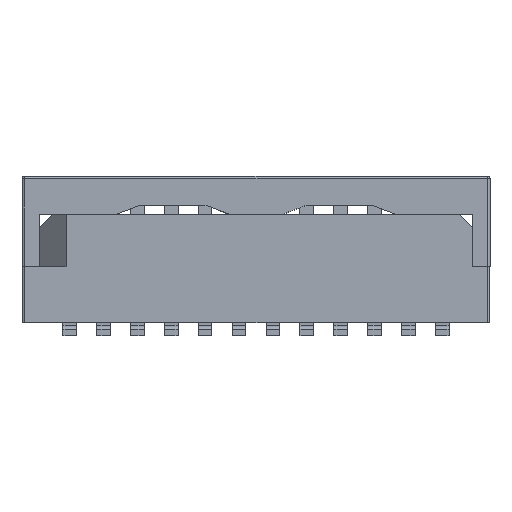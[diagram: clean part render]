
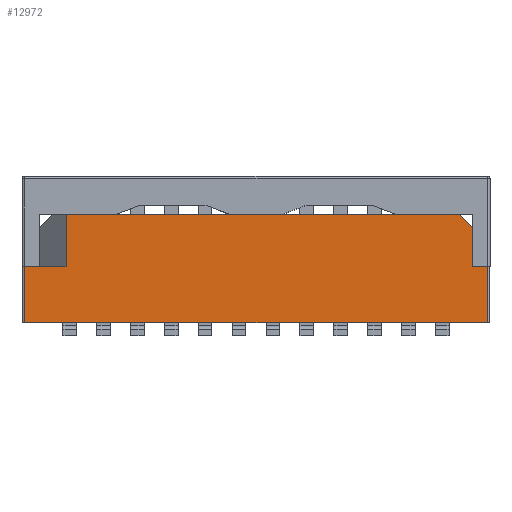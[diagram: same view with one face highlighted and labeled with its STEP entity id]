
A CAD part, front view. The second image highlights one B-rep face of the part: STEP entity #12972.
In plain terms, the highlighted planar face has unit normal (0, -1, 0).
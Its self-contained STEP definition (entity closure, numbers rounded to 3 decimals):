
#1097=ORIENTED_EDGE('',*,*,#4789,.T.);
#1098=ORIENTED_EDGE('',*,*,#4885,.T.);
#1099=ORIENTED_EDGE('',*,*,#4886,.F.);
#1100=ORIENTED_EDGE('',*,*,#4887,.F.);
#1101=ORIENTED_EDGE('',*,*,#4888,.T.);
#1102=ORIENTED_EDGE('',*,*,#4557,.T.);
#1103=ORIENTED_EDGE('',*,*,#4889,.T.);
#1104=ORIENTED_EDGE('',*,*,#4890,.T.);
#1105=ORIENTED_EDGE('',*,*,#4891,.T.);
#4557=EDGE_CURVE('',#6488,#6487,#7729,.T.);
#4789=EDGE_CURVE('',#6689,#6688,#7958,.T.);
#4885=EDGE_CURVE('',#6688,#6753,#8053,.T.);
#4886=EDGE_CURVE('',#6754,#6753,#8054,.T.);
#4887=EDGE_CURVE('',#6755,#6754,#8055,.T.);
#4888=EDGE_CURVE('',#6755,#6488,#8056,.F.);
#4889=EDGE_CURVE('',#6487,#6756,#8057,.T.);
#4890=EDGE_CURVE('',#6756,#6757,#8058,.T.);
#4891=EDGE_CURVE('',#6757,#6689,#8059,.T.);
#6487=VERTEX_POINT('',#20436);
#6488=VERTEX_POINT('',#20438);
#6688=VERTEX_POINT('',#20888);
#6689=VERTEX_POINT('',#20890);
#6753=VERTEX_POINT('',#21068);
#6754=VERTEX_POINT('',#21070);
#6755=VERTEX_POINT('',#21072);
#6756=VERTEX_POINT('',#21075);
#6757=VERTEX_POINT('',#21077);
#7729=LINE('',#20437,#9231);
#7958=LINE('',#20889,#9460);
#8053=LINE('',#21067,#9555);
#8054=LINE('',#21069,#9556);
#8055=LINE('',#21071,#9557);
#8056=LINE('',#21073,#9558);
#8057=LINE('',#21074,#9559);
#8058=LINE('',#21076,#9560);
#8059=LINE('',#21078,#9561);
#9231=VECTOR('',#16959,1000.);
#9460=VECTOR('',#17232,1000.);
#9555=VECTOR('',#17365,1000.);
#9556=VECTOR('',#17366,1000.);
#9557=VECTOR('',#17367,1000.);
#9558=VECTOR('',#17368,1000.);
#9559=VECTOR('',#17369,1000.);
#9560=VECTOR('',#17370,1000.);
#9561=VECTOR('',#17371,1000.);
#10710=EDGE_LOOP('',(#1097,#1098,#1099,#1100,#1101,#1102,#1103,#1104,#1105));
#11548=FACE_BOUND('',#10710,.T.);
#12361=PLANE('',#15962);
#12972=ADVANCED_FACE('',(#11548),#12361,.T.);
#15962=AXIS2_PLACEMENT_3D('',#21066,#17363,#17364);
#16959=DIRECTION('',(-1.,0.,0.));
#17232=DIRECTION('',(1.,0.,0.));
#17363=DIRECTION('',(0.,-1.,0.));
#17364=DIRECTION('',(0.,0.,-1.));
#17365=DIRECTION('',(0.,0.,1.));
#17366=DIRECTION('',(1.,0.,0.));
#17367=DIRECTION('',(0.,0.,-1.));
#17368=DIRECTION('',(0.707,0.,-0.707));
#17369=DIRECTION('',(0.,0.,-1.));
#17370=DIRECTION('',(-1.,0.,0.));
#17371=DIRECTION('',(0.,0.,-1.));
#20436=CARTESIAN_POINT('',(-7.125,-7.35,4.05));
#20437=CARTESIAN_POINT('',(8.775,-7.35,4.05));
#20438=CARTESIAN_POINT('',(7.625,-7.35,4.05));
#20888=CARTESIAN_POINT('',(8.675,-7.35,0.));
#20889=CARTESIAN_POINT('',(-8.775,-7.35,0.));
#20890=CARTESIAN_POINT('',(-8.675,-7.35,0.));
#21066=CARTESIAN_POINT('',(0.,-7.35,0.));
#21067=CARTESIAN_POINT('',(8.675,-7.35,2.1));
#21068=CARTESIAN_POINT('',(8.675,-7.35,2.1));
#21069=CARTESIAN_POINT('',(0.,-7.35,2.1));
#21070=CARTESIAN_POINT('',(8.125,-7.35,2.1));
#21071=CARTESIAN_POINT('',(8.125,-7.35,0.));
#21072=CARTESIAN_POINT('',(8.125,-7.35,3.55));
#21073=CARTESIAN_POINT('',(5.838,-7.35,5.838));
#21074=CARTESIAN_POINT('',(-7.125,-7.35,0.));
#21075=CARTESIAN_POINT('',(-7.125,-7.35,2.1));
#21076=CARTESIAN_POINT('',(0.,-7.35,2.1));
#21077=CARTESIAN_POINT('',(-8.675,-7.35,2.1));
#21078=CARTESIAN_POINT('',(-8.675,-7.35,0.));
